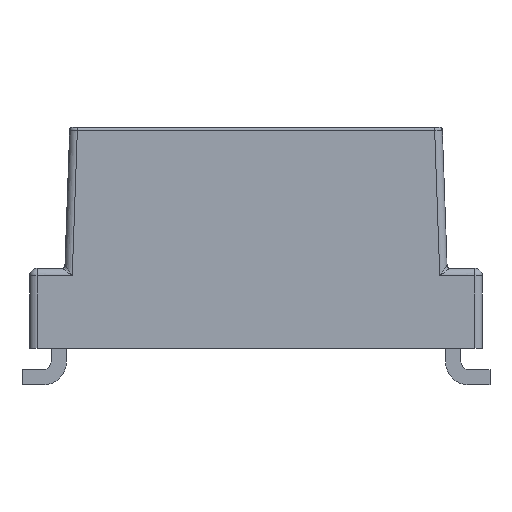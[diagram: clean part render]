
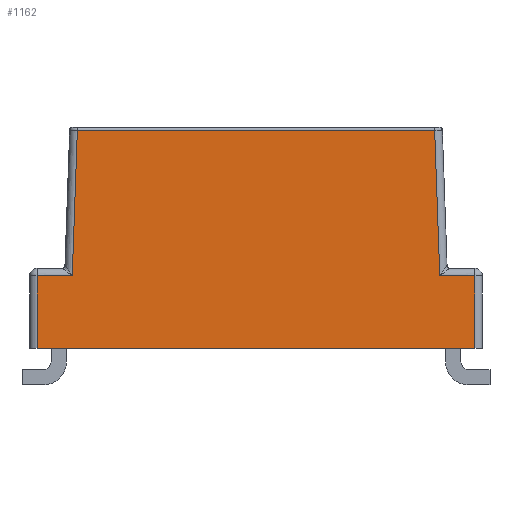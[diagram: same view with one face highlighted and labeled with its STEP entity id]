
A CAD part, left-side view. The second image highlights one B-rep face of the part: STEP entity #1162.
In plain terms, the highlighted planar face has unit normal (-1, 0, 0).
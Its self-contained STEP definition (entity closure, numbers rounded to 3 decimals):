
#1162 = ADVANCED_FACE( '', ( #2512 ), #2513, .F. );
#2512 = FACE_OUTER_BOUND( '', #6140, .T. );
#2513 = PLANE( '', #6141 );
#6140 = EDGE_LOOP( '', ( #11004, #11005, #11006, #11007, #11008, #11009, #11010, #11011 ) );
#6141 = AXIS2_PLACEMENT_3D( '', #11012, #11013, #11014 );
#11004 = ORIENTED_EDGE( '', *, *, #15058, .T. );
#11005 = ORIENTED_EDGE( '', *, *, #15059, .T. );
#11006 = ORIENTED_EDGE( '', *, *, #15060, .T. );
#11007 = ORIENTED_EDGE( '', *, *, #15061, .T. );
#11008 = ORIENTED_EDGE( '', *, *, #14960, .T. );
#11009 = ORIENTED_EDGE( '', *, *, #15062, .F. );
#11010 = ORIENTED_EDGE( '', *, *, #15063, .T. );
#11011 = ORIENTED_EDGE( '', *, *, #15064, .T. );
#11012 = CARTESIAN_POINT( '', ( -8.55, 0., 0. ) );
#11013 = DIRECTION( '', ( 1., 0., 0. ) );
#11014 = DIRECTION( '', ( 0., 0., -1. ) );
#14960 = EDGE_CURVE( '', #16222, #17245, #17247, .F. );
#15058 = EDGE_CURVE( '', #17388, #16984, #17389, .T. );
#15059 = EDGE_CURVE( '', #16984, #17390, #17391, .F. );
#15060 = EDGE_CURVE( '', #17390, #16722, #17392, .F. );
#15061 = EDGE_CURVE( '', #16722, #16222, #17393, .F. );
#15062 = EDGE_CURVE( '', #17394, #17245, #17395, .T. );
#15063 = EDGE_CURVE( '', #17394, #17066, #17396, .F. );
#15064 = EDGE_CURVE( '', #17066, #17388, #17397, .T. );
#16222 = VERTEX_POINT( '', #18839 );
#16722 = VERTEX_POINT( '', #19728 );
#16984 = VERTEX_POINT( '', #20071 );
#17066 = VERTEX_POINT( '', #20180 );
#17245 = VERTEX_POINT( '', #20472 );
#17247 = LINE( '', #20474, #20475 );
#17388 = VERTEX_POINT( '', #20737 );
#17389 = LINE( '', #20738, #20739 );
#17390 = VERTEX_POINT( '', #20740 );
#17391 = LINE( '', #20741, #20742 );
#17392 = LINE( '', #20743, #20744 );
#17393 = LINE( '', #20745, #20746 );
#17394 = VERTEX_POINT( '', #20747 );
#17395 = LINE( '', #20748, #20749 );
#17396 = LINE( '', #20750, #20751 );
#17397 = LINE( '', #20752, #20753 );
#18839 = CARTESIAN_POINT( '', ( -8.55, 7.125, 3.55 ) );
#19728 = CARTESIAN_POINT( '', ( -8.55, 5.984, 3.55 ) );
#20071 = CARTESIAN_POINT( '', ( -8.55, -5.818, 8.3 ) );
#20180 = CARTESIAN_POINT( '', ( -8.55, -7.125, 3.55 ) );
#20472 = CARTESIAN_POINT( '', ( -8.55, 7.125, 1.2 ) );
#20474 = CARTESIAN_POINT( '', ( -8.55, 7.125, 0. ) );
#20475 = VECTOR( '', #23410, 1000. );
#20737 = CARTESIAN_POINT( '', ( -8.55, -5.984, 3.55 ) );
#20738 = CARTESIAN_POINT( '', ( -8.55, -5.815, 8.391 ) );
#20739 = VECTOR( '', #23514, 1000. );
#20740 = CARTESIAN_POINT( '', ( -8.55, 5.818, 8.3 ) );
#20741 = CARTESIAN_POINT( '', ( -8.55, 0., 8.3 ) );
#20742 = VECTOR( '', #23515, 1000. );
#20743 = CARTESIAN_POINT( '', ( -8.55, 6.1, 0.213 ) );
#20744 = VECTOR( '', #23516, 1000. );
#20745 = CARTESIAN_POINT( '', ( -8.55, 0., 3.55 ) );
#20746 = VECTOR( '', #23517, 1000. );
#20747 = CARTESIAN_POINT( '', ( -8.55, -7.125, 1.2 ) );
#20748 = CARTESIAN_POINT( '', ( -8.55, -7.375, 1.2 ) );
#20749 = VECTOR( '', #23518, 1000. );
#20750 = CARTESIAN_POINT( '', ( -8.55, -7.125, 0. ) );
#20751 = VECTOR( '', #23519, 1000. );
#20752 = CARTESIAN_POINT( '', ( -8.55, -6.225, 3.55 ) );
#20753 = VECTOR( '', #23520, 1000. );
#23410 = DIRECTION( '', ( 0., 0., 1. ) );
#23514 = DIRECTION( '', ( 0., 0.035, 0.999 ) );
#23515 = DIRECTION( '', ( 0., -1., 0. ) );
#23516 = DIRECTION( '', ( 0., -0.035, 0.999 ) );
#23517 = DIRECTION( '', ( 0., -1., 0. ) );
#23518 = DIRECTION( '', ( 0., 1., 0. ) );
#23519 = DIRECTION( '', ( 0., 0., -1. ) );
#23520 = DIRECTION( '', ( 0., 1., 0. ) );
